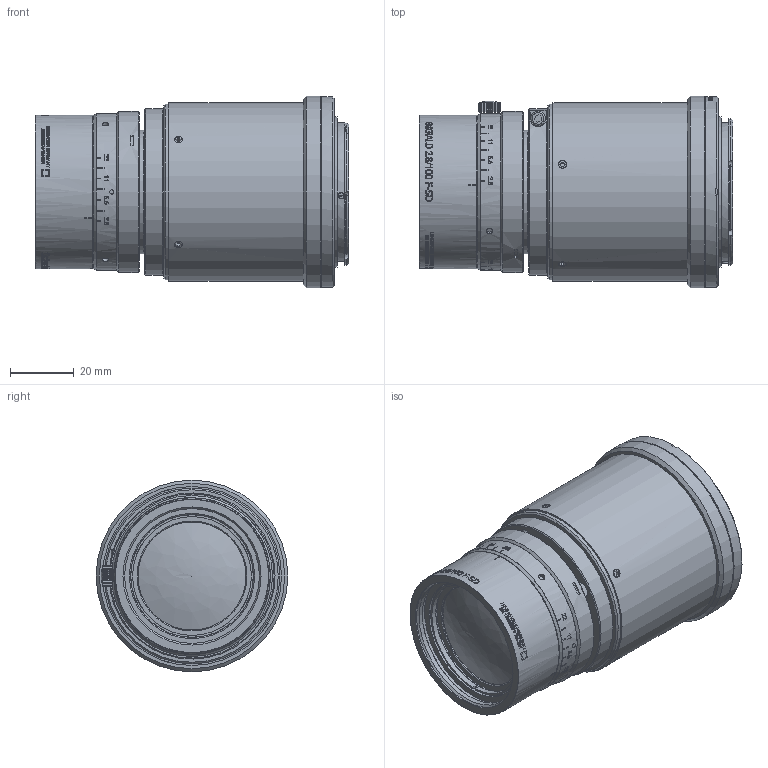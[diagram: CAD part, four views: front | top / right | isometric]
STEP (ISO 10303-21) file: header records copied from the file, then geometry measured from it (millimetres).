
FILE_DESCRIPTION(/* description */ (''),/* implementation_level */ '2;1');
FILE_NAME(/* name */ '1064881_00156068_002.stp',/* time_stamp */ '2021-12-13T07:10:59+01:00',/* author */ (''),/* organization */ (''),/* preprocessor_version */ 'ST-DEVELOPER v16',/* originating_system */ 'SIEMENS PLM Software NX 10.0',/* authorisation */ '');
FILE_SCHEMA (('AP203_CONFIGURATION_CONTROLLED_3D_DESIGN_OF_MECHANICAL_PARTS_AND_ASSEMBLIES_MIM_LF { 1 0 10303 403 2 1 2}'));
Length unit declared in the file: millimetre
Products named in the file (1): Froe79D874911i6o
Bounding box: 98.17 x 60 x 60 mm (x, y, z)
Volume: 137948.2 mm3; surface area: 47870.2 mm2
Topology: 1 solids, 17 shells, 979 faces, 3012 edges, 2266 vertices
Faces by surface type: plane 457, cylinder 368, cone 124, torus 16, bspline 13, sphere 1
Full cylindrical faces by diameter (mm): 1.321 x7, 1.4 x1, 1.5 x1, 1.7 x10, 1.8 x6, 1.9 x4, 2 x2, 2.05 x4, 2.5 x6, 2.7 x4, 2.8 x1, 3.1 x6, 4.5 x1, 31 x1, 31.728 x1, 32.2 x1, 33 x1, 33.8 x1, 34.2 x1, 36.2 x1, 36.4 x1, 37.2 x1, 38 x1, 38.3 x1, 38.46 x1, 38.72 x1, 39.2 x1, 40 x1, 41 x9, 41.6 x1
Entity records: 37677 total; most frequent: CARTESIAN_POINT 12914, ORIENTED_EDGE 5433, DIRECTION 4203, EDGE_CURVE 2743, VERTEX_POINT 2196, AXIS2_PLACEMENT_3D 1639, EDGE_LOOP 1412, B_SPLINE_CURVE_WITH_KNOTS 1108
